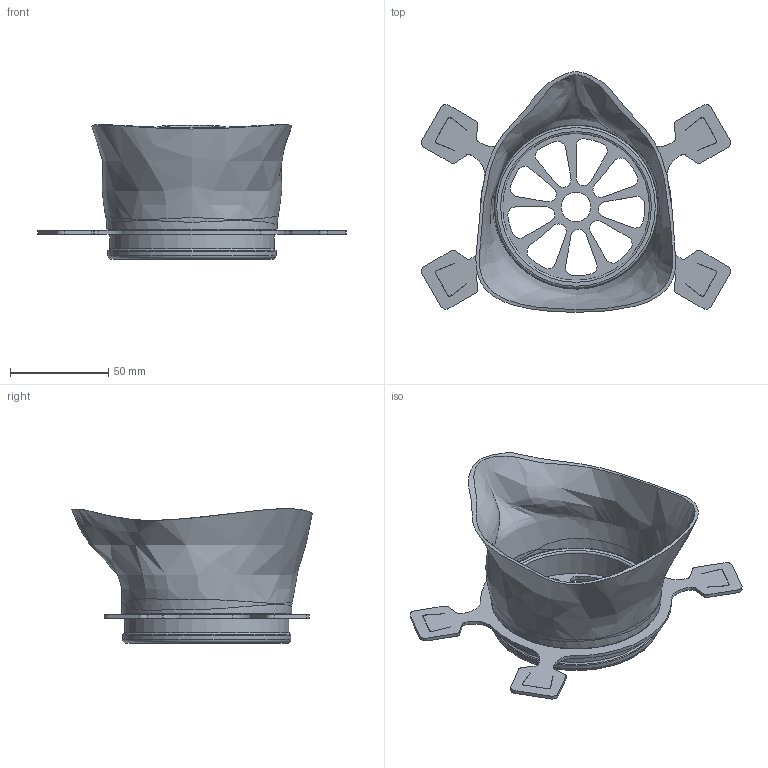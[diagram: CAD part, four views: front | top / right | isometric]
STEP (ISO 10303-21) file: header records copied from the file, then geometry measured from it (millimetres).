
FILE_DESCRIPTION(/* description */ (''),/* implementation_level */ '2;1');
FILE_NAME(/* name */ 'IM Mask 86R v12.step',/* time_stamp */ '2020-03-22T23:27:29-04:00',/* author */ (''),/* organization */ (''),/* preprocessor_version */ 'ST-DEVELOPER v18',/* originating_system */ 'Autodesk Translation Framework v8.12.0.6',/* authorisation */ '');
FILE_SCHEMA (('AUTOMOTIVE_DESIGN { 1 0 10303 214 3 1 1 }'));
Length unit declared in the file: millimetre
Products named in the file (4): IM Mask 86R; Rigid Ring; Die Cut Strap Ring v6 v1; Back Grill
Assembly tree (3 placements, depth 2):
  IM Mask 86R
    Rigid Ring
    Die Cut Strap Ring v6 v1
    Back Grill
Bounding box: 157.47 x 122.73 x 68.6 mm (x, y, z)
Volume: 56140.3 mm3; surface area: 67271 mm2
Topology: 3 solids, 3 shells, 217 faces, 616 edges, 399 vertices
Faces by surface type: cylinder 96, plane 85, torus 17, bspline 15, cone 4
Full cylindrical faces by diameter (mm): 15 x1, 74.883 x1, 75 x1, 80.706 x2, 82.883 x1, 83.883 x1, 85.5 x1
Entity records: 10640 total; most frequent: CARTESIAN_POINT 4722, DIRECTION 1246, ORIENTED_EDGE 1216, EDGE_CURVE 608, AXIS2_PLACEMENT_3D 457, VERTEX_POINT 399, LINE 332, VECTOR 332
